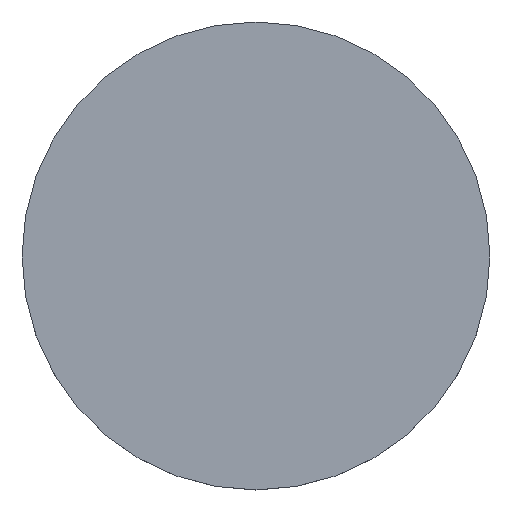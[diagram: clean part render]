
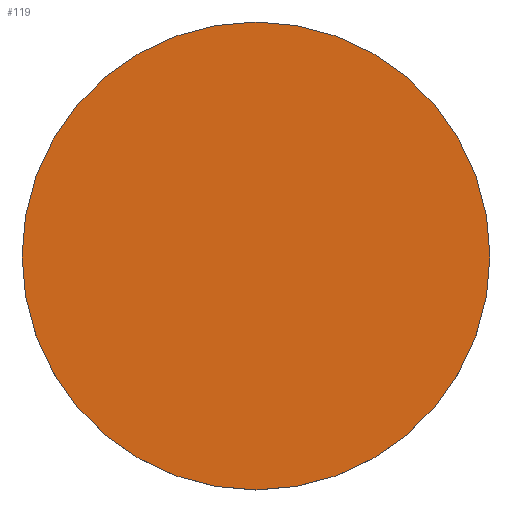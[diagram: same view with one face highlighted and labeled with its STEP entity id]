
A CAD part, top view. The second image highlights one B-rep face of the part: STEP entity #119.
In plain terms, the highlighted planar face has unit normal (0, 0, 1).
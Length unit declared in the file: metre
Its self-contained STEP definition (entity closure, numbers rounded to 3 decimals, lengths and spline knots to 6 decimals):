
#14=PLANE('',#150);
#35=ORIENTED_EDGE('',*,*,#54,.T.);
#54=EDGE_CURVE('',#66,#66,#74,.T.);
#66=VERTEX_POINT('',#224);
#74=CIRCLE('',#148,0.01905);
#88=EDGE_LOOP('',(#35));
#104=FACE_BOUND('',#88,.T.);
#119=ADVANCED_FACE('',(#104),#14,.T.);
#148=AXIS2_PLACEMENT_3D('',#223,#183,#184);
#150=AXIS2_PLACEMENT_3D('',#227,#187,#188);
#183=DIRECTION('',(0.,0.,1.));
#184=DIRECTION('',(1.,0.,0.));
#187=DIRECTION('',(0.,0.,1.));
#188=DIRECTION('',(1.,0.,0.));
#223=CARTESIAN_POINT('',(0.,0.,0.00762));
#224=CARTESIAN_POINT('',(0.01905,0.,0.00762));
#227=CARTESIAN_POINT('',(0.,0.,0.00762));
